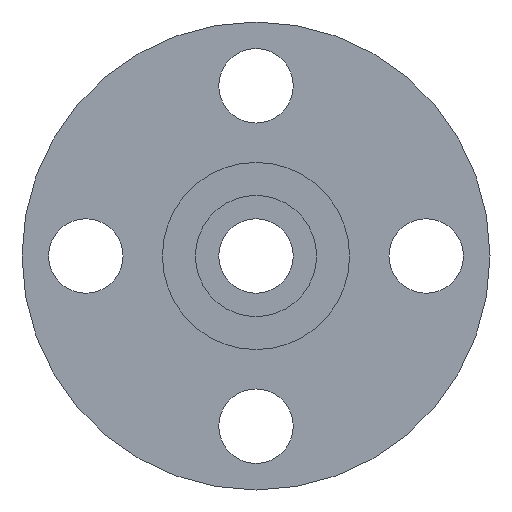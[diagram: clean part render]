
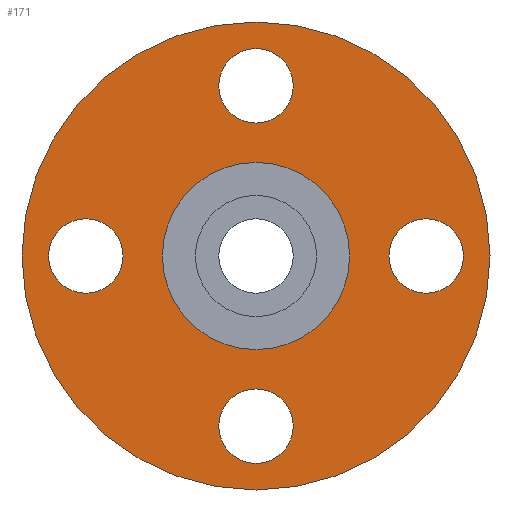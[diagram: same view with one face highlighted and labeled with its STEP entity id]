
A CAD part, front view. The second image highlights one B-rep face of the part: STEP entity #171.
In plain terms, the highlighted planar face has unit normal (0, -1, 0).
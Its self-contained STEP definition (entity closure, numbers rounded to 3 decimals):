
#23=FACE_BOUND('',#56,.T.);
#24=FACE_BOUND('',#57,.T.);
#25=FACE_BOUND('',#58,.T.);
#26=FACE_BOUND('',#59,.T.);
#27=FACE_BOUND('',#60,.T.);
#43=FACE_OUTER_BOUND('',#55,.T.);
#55=EDGE_LOOP('',(#135));
#56=EDGE_LOOP('',(#136));
#57=EDGE_LOOP('',(#137));
#58=EDGE_LOOP('',(#138));
#59=EDGE_LOOP('',(#139));
#60=EDGE_LOOP('',(#140));
#87=CIRCLE('',#186,11.);
#88=CIRCLE('',#187,4.4);
#89=CIRCLE('',#188,1.75);
#90=CIRCLE('',#189,1.75);
#91=CIRCLE('',#190,1.75);
#92=CIRCLE('',#191,1.75);
#103=VERTEX_POINT('',#273);
#104=VERTEX_POINT('',#275);
#105=VERTEX_POINT('',#277);
#106=VERTEX_POINT('',#279);
#107=VERTEX_POINT('',#281);
#108=VERTEX_POINT('',#283);
#119=EDGE_CURVE('',#103,#103,#87,.T.);
#120=EDGE_CURVE('',#104,#104,#88,.T.);
#121=EDGE_CURVE('',#105,#105,#89,.T.);
#122=EDGE_CURVE('',#106,#106,#90,.T.);
#123=EDGE_CURVE('',#107,#107,#91,.T.);
#124=EDGE_CURVE('',#108,#108,#92,.T.);
#135=ORIENTED_EDGE('',*,*,#119,.F.);
#136=ORIENTED_EDGE('',*,*,#120,.T.);
#137=ORIENTED_EDGE('',*,*,#121,.T.);
#138=ORIENTED_EDGE('',*,*,#122,.T.);
#139=ORIENTED_EDGE('',*,*,#123,.T.);
#140=ORIENTED_EDGE('',*,*,#124,.T.);
#167=PLANE('',#185);
#171=ADVANCED_FACE('',(#43,#23,#24,#25,#26,#27),#167,.F.);
#185=AXIS2_PLACEMENT_3D('',#272,#215,#216);
#186=AXIS2_PLACEMENT_3D('',#274,#217,#218);
#187=AXIS2_PLACEMENT_3D('',#276,#219,#220);
#188=AXIS2_PLACEMENT_3D('',#278,#221,#222);
#189=AXIS2_PLACEMENT_3D('',#280,#223,#224);
#190=AXIS2_PLACEMENT_3D('',#282,#225,#226);
#191=AXIS2_PLACEMENT_3D('',#284,#227,#228);
#215=DIRECTION('center_axis',(0.,1.,0.));
#216=DIRECTION('ref_axis',(0.,0.,1.));
#217=DIRECTION('center_axis',(0.,1.,0.));
#218=DIRECTION('ref_axis',(0.,0.,-1.));
#219=DIRECTION('center_axis',(0.,1.,0.));
#220=DIRECTION('ref_axis',(0.,0.,-1.));
#221=DIRECTION('center_axis',(0.,1.,0.));
#222=DIRECTION('ref_axis',(0.,0.,1.));
#223=DIRECTION('center_axis',(0.,1.,0.));
#224=DIRECTION('ref_axis',(0.,0.,1.));
#225=DIRECTION('center_axis',(0.,1.,0.));
#226=DIRECTION('ref_axis',(0.,0.,1.));
#227=DIRECTION('center_axis',(0.,1.,0.));
#228=DIRECTION('ref_axis',(0.,0.,1.));
#272=CARTESIAN_POINT('Origin',(0.,0.,0.));
#273=CARTESIAN_POINT('',(0.,0.,11.));
#274=CARTESIAN_POINT('Origin',(0.,0.,0.));
#275=CARTESIAN_POINT('',(0.,0.,4.4));
#276=CARTESIAN_POINT('Origin',(0.,0.,0.));
#277=CARTESIAN_POINT('',(8.,0.,1.75));
#278=CARTESIAN_POINT('Origin',(8.,0.,0.));
#279=CARTESIAN_POINT('',(0.,0.,9.75));
#280=CARTESIAN_POINT('Origin',(0.,0.,8.));
#281=CARTESIAN_POINT('',(-8.,0.,1.75));
#282=CARTESIAN_POINT('Origin',(-8.,0.,0.));
#283=CARTESIAN_POINT('',(0.,0.,-6.25));
#284=CARTESIAN_POINT('Origin',(0.,0.,-8.));
